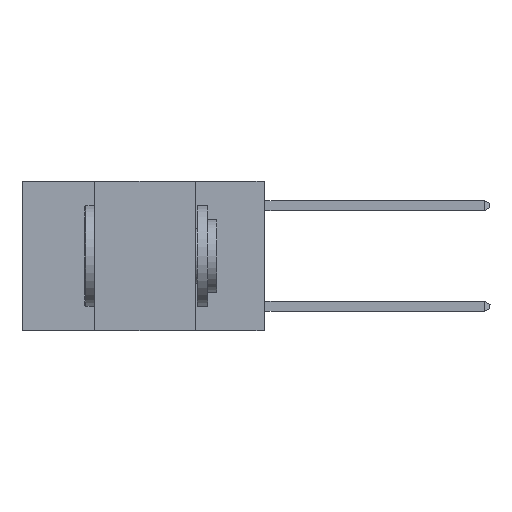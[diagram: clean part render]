
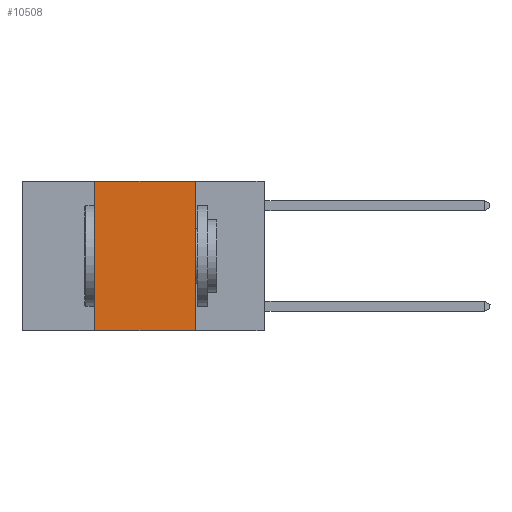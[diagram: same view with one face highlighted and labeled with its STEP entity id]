
A CAD part, left-side view. The second image highlights one B-rep face of the part: STEP entity #10508.
In plain terms, the highlighted planar face has unit normal (-1, 0, 0).
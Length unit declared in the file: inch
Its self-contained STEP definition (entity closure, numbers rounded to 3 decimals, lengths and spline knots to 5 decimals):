
#1658 = CARTESIAN_POINT ( 'NONE',  ( 0., 0.6, 0. ) ) ;
#3330 = DIRECTION ( 'NONE',  ( 0., 0., 1. ) ) ;
#3589 = DIRECTION ( 'NONE',  ( 0., -1., 0. ) ) ;
#3914 = EDGE_CURVE ( 'NONE', #17870, #8010, #4683, .T. ) ;
#4683 = LINE ( 'NONE', #16319, #9037 ) ;
#4699 = CARTESIAN_POINT ( 'NONE',  ( 0., 0.17, 0. ) ) ;
#4807 = CARTESIAN_POINT ( 'NONE',  ( 0., 0.42, 0. ) ) ;
#4972 = LINE ( 'NONE', #6239, #6397 ) ;
#6239 = CARTESIAN_POINT ( 'NONE',  ( 0., 0.6, 0. ) ) ;
#6397 = VECTOR ( 'NONE', #3589, 39.37008 ) ;
#6660 = ORIENTED_EDGE ( 'NONE', *, *, #12880, .F. ) ;
#6795 = VECTOR ( 'NONE', #15960, 39.37008 ) ;
#7017 = AXIS2_PLACEMENT_3D ( 'NONE', #1658, #7296, #12919 ) ;
#7296 = DIRECTION ( 'NONE',  ( 1., 0., 0. ) ) ;
#7469 = VECTOR ( 'NONE', #3330, 39.37008 ) ;
#8010 = VERTEX_POINT ( 'NONE', #12501 ) ;
#8376 = ORIENTED_EDGE ( 'NONE', *, *, #9316, .F. ) ;
#9037 = VECTOR ( 'NONE', #11855, 39.37008 ) ;
#9316 = EDGE_CURVE ( 'NONE', #12018, #9823, #4972, .T. ) ;
#9823 = VERTEX_POINT ( 'NONE', #12396 ) ;
#10261 = ORIENTED_EDGE ( 'NONE', *, *, #18206, .F. ) ;
#10508 = ADVANCED_FACE ( 'NONE', ( #14319 ), #16827, .F. ) ;
#11219 = ORIENTED_EDGE ( 'NONE', *, *, #3914, .T. ) ;
#11855 = DIRECTION ( 'NONE',  ( 0., -1., 0. ) ) ;
#12018 = VERTEX_POINT ( 'NONE', #14734 ) ;
#12396 = CARTESIAN_POINT ( 'NONE',  ( 0., 0.17, 0. ) ) ;
#12501 = CARTESIAN_POINT ( 'NONE',  ( 0., 0.17, -0.37 ) ) ;
#12880 = EDGE_CURVE ( 'NONE', #9823, #8010, #17360, .T. ) ;
#12919 = DIRECTION ( 'NONE',  ( 0., 0., -1. ) ) ;
#13717 = EDGE_LOOP ( 'NONE', ( #6660, #8376, #10261, #11219 ) ) ;
#14319 = FACE_OUTER_BOUND ( 'NONE', #13717, .T. ) ;
#14734 = CARTESIAN_POINT ( 'NONE',  ( 0., 0.42, 0. ) ) ;
#15960 = DIRECTION ( 'NONE',  ( 0., 0., -1. ) ) ;
#16161 = LINE ( 'NONE', #4807, #7469 ) ;
#16319 = CARTESIAN_POINT ( 'NONE',  ( 0., 0.6, -0.37 ) ) ;
#16547 = CARTESIAN_POINT ( 'NONE',  ( 0., 0.42, -0.37 ) ) ;
#16827 = PLANE ( 'NONE',  #7017 ) ;
#17360 = LINE ( 'NONE', #4699, #6795 ) ;
#17870 = VERTEX_POINT ( 'NONE', #16547 ) ;
#18206 = EDGE_CURVE ( 'NONE', #17870, #12018, #16161, .T. ) ;
